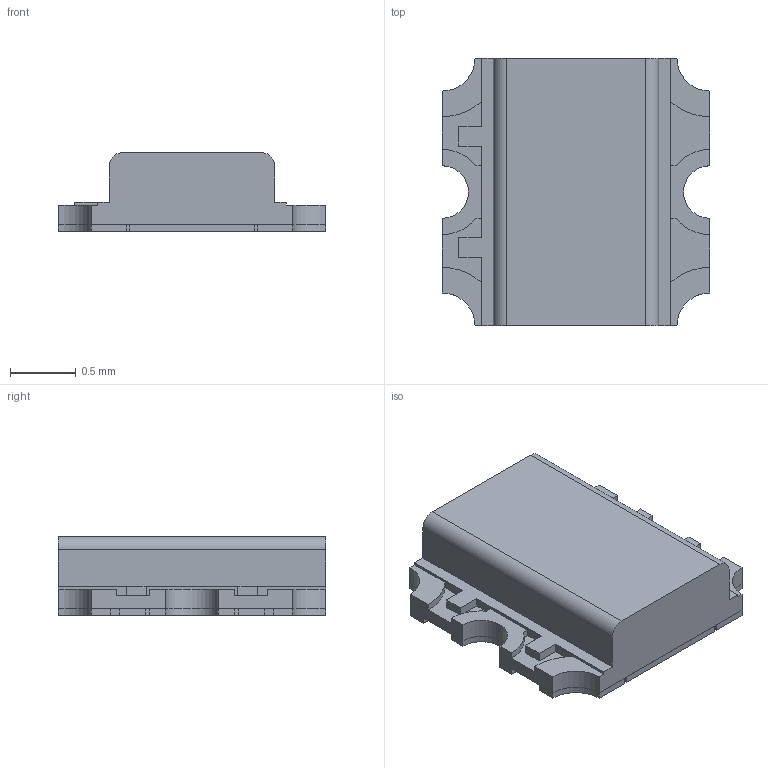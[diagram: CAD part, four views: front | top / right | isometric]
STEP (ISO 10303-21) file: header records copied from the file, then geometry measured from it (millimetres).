
FILE_DESCRIPTION((''),'2;1');
FILE_NAME('3H_ASM','2013-12-23T',('proe01'),('Nihon Parametric Technology K.K.'),'PRO/ENGINEER BY PARAMETRIC TECHNOLOGY CORPORATION, 2011080','PRO/ENGINEER BY PARAMETRIC TECHNOLOGY CORPORATION, 2011080','');
FILE_SCHEMA(('CONFIG_CONTROL_DESIGN'));
Length unit declared in the file: millimetre
Products named in the file (4): 3HH; REJISUTO; DENKYOKU; 3H_ASM
Assembly tree (3 placements, depth 2):
  3H_ASM
    3HH
    REJISUTO
    DENKYOKU
Bounding box: 2.04 x 2.04 x 0.6 mm (x, y, z)
Volume: 1.8 mm3; surface area: 19.7 mm2
Topology: 8 solids, 8 shells, 138 faces, 366 edges, 244 vertices
Faces by surface type: plane 116, cylinder 22
Entity records: 4332 total; most frequent: CARTESIAN_POINT 755, ORIENTED_EDGE 732, DIRECTION 700, EDGE_CURVE 366, VECTOR 322, LINE 322, VERTEX_POINT 244, AXIS2_PLACEMENT_3D 189
